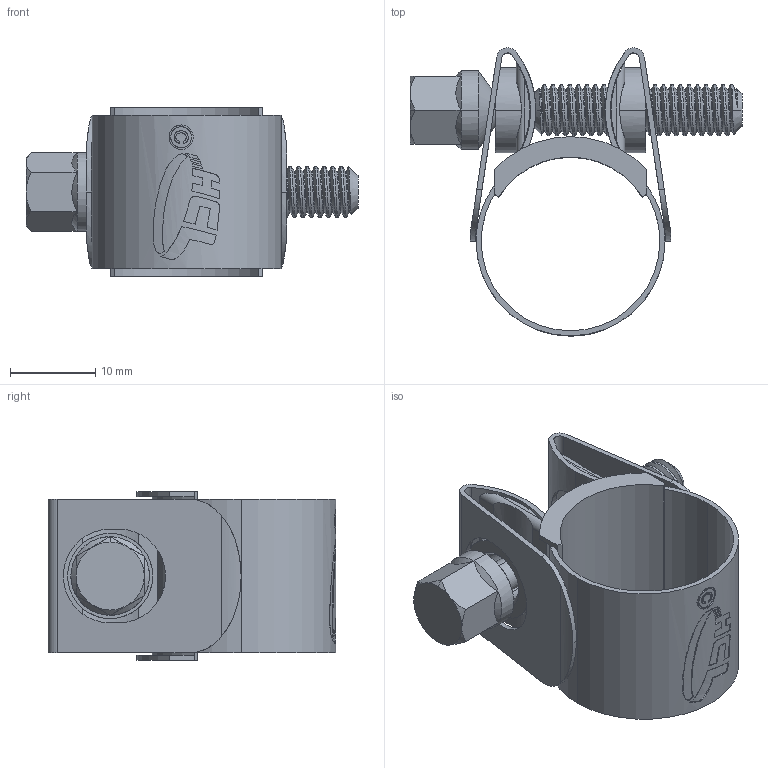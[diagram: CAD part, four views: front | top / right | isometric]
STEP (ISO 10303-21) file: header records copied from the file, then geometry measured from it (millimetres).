
FILE_DESCRIPTION (( 'STEP AP214' ), '1' );
FILE_NAME ('BBC-19-SUPRA-W4.step', '2025-06-05T14:56:17', ( '' ), ( '' ), 'SwSTEP 2.0', 'SolidWorks 2025', '' );
FILE_SCHEMA (( 'AUTOMOTIVE_DESIGN' ));
Length unit declared in the file: millimetre
Products named in the file (1): BBC-19-SUPRA-W4
Bounding box: 39 x 33.83 x 19.8 mm (x, y, z)
Volume: 3109.3 mm3; surface area: 7134.1 mm2
Topology: 5 solids, 5 shells, 281 faces, 751 edges, 487 vertices
Faces by surface type: cylinder 157, bspline 58, plane 44, cone 22
Entity records: 33838 total; most frequent: CARTESIAN_POINT 27712, ORIENTED_EDGE 1502, DIRECTION 908, EDGE_CURVE 751, VERTEX_POINT 487, AXIS2_PLACEMENT_3D 314, EDGE_LOOP 300, ADVANCED_FACE 281
